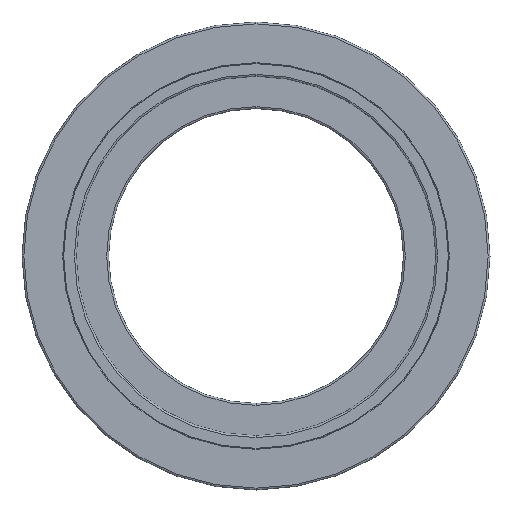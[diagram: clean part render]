
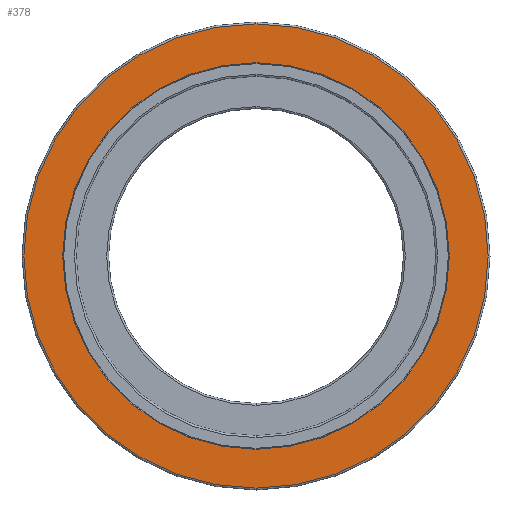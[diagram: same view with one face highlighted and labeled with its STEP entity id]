
A CAD part, left-side view. The second image highlights one B-rep face of the part: STEP entity #378.
In plain terms, the highlighted planar face has unit normal (1, 0, 0).
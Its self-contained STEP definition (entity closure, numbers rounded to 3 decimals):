
#6 = EDGE_LOOP ( 'NONE', ( #455, #138 ) ) ;
#138 = ORIENTED_EDGE ( 'NONE', *, *, #5717, .T. ) ;
#234 = ORIENTED_EDGE ( 'NONE', *, *, #7092, .T. ) ;
#378 = ADVANCED_FACE ( 'NONE', ( #7182, #6022 ), #5959, .T. ) ;
#430 = DIRECTION ( 'NONE',  ( 0., 0., -1. ) ) ;
#455 = ORIENTED_EDGE ( 'NONE', *, *, #3544, .T. ) ;
#684 = EDGE_CURVE ( 'NONE', #2075, #4816, #744, .T. ) ;
#744 = CIRCLE ( 'NONE', #6956, 206.5 ) ;
#819 = CARTESIAN_POINT ( 'NONE',  ( 0., 0., 248. ) ) ;
#1060 = DIRECTION ( 'NONE',  ( 0., 0., -1. ) ) ;
#1261 = AXIS2_PLACEMENT_3D ( 'NONE', #5078, #6255, #2826 ) ;
#1674 = CIRCLE ( 'NONE', #2936, 248. ) ;
#1913 = CARTESIAN_POINT ( 'NONE',  ( 0., 0., -248. ) ) ;
#2075 = VERTEX_POINT ( 'NONE', #4964 ) ;
#2237 = DIRECTION ( 'NONE',  ( 1., 0., 0. ) ) ;
#2244 = CARTESIAN_POINT ( 'NONE',  ( 0., 0., 0. ) ) ;
#2339 = CIRCLE ( 'NONE', #2421, 248. ) ;
#2421 = AXIS2_PLACEMENT_3D ( 'NONE', #2244, #6788, #1060 ) ;
#2472 = ORIENTED_EDGE ( 'NONE', *, *, #684, .T. ) ;
#2826 = DIRECTION ( 'NONE',  ( 0., 0., -1. ) ) ;
#2936 = AXIS2_PLACEMENT_3D ( 'NONE', #6132, #2237, #5030 ) ;
#3287 = DIRECTION ( 'NONE',  ( -1., 0., 0. ) ) ;
#3301 = EDGE_LOOP ( 'NONE', ( #234, #2472 ) ) ;
#3544 = EDGE_CURVE ( 'NONE', #6798, #4460, #2339, .T. ) ;
#4283 = CIRCLE ( 'NONE', #1261, 206.5 ) ;
#4460 = VERTEX_POINT ( 'NONE', #819 ) ;
#4816 = VERTEX_POINT ( 'NONE', #7354 ) ;
#4964 = CARTESIAN_POINT ( 'NONE',  ( 0., 0., 206.5 ) ) ;
#5030 = DIRECTION ( 'NONE',  ( 0., 0., -1. ) ) ;
#5078 = CARTESIAN_POINT ( 'NONE',  ( 0., 0., 0. ) ) ;
#5335 = DIRECTION ( 'NONE',  ( 0., 0., -1. ) ) ;
#5513 = AXIS2_PLACEMENT_3D ( 'NONE', #5935, #6527, #5335 ) ;
#5717 = EDGE_CURVE ( 'NONE', #4460, #6798, #1674, .T. ) ;
#5935 = CARTESIAN_POINT ( 'NONE',  ( 0., 0., 0. ) ) ;
#5959 = PLANE ( 'NONE',  #5513 ) ;
#6022 = FACE_BOUND ( 'NONE', #3301, .T. ) ;
#6132 = CARTESIAN_POINT ( 'NONE',  ( 0., 0., 0. ) ) ;
#6255 = DIRECTION ( 'NONE',  ( -1., 0., 0. ) ) ;
#6527 = DIRECTION ( 'NONE',  ( 1., 0., 0. ) ) ;
#6701 = CARTESIAN_POINT ( 'NONE',  ( 0., 0., 0. ) ) ;
#6788 = DIRECTION ( 'NONE',  ( 1., 0., 0. ) ) ;
#6798 = VERTEX_POINT ( 'NONE', #1913 ) ;
#6956 = AXIS2_PLACEMENT_3D ( 'NONE', #6701, #3287, #430 ) ;
#7092 = EDGE_CURVE ( 'NONE', #4816, #2075, #4283, .T. ) ;
#7182 = FACE_OUTER_BOUND ( 'NONE', #6, .T. ) ;
#7354 = CARTESIAN_POINT ( 'NONE',  ( 0., 0., -206.5 ) ) ;
